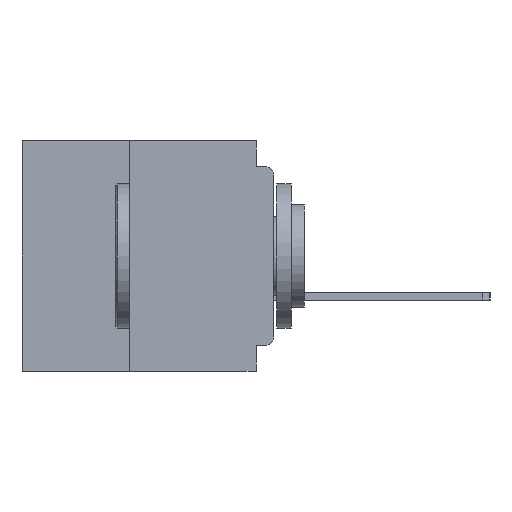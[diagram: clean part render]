
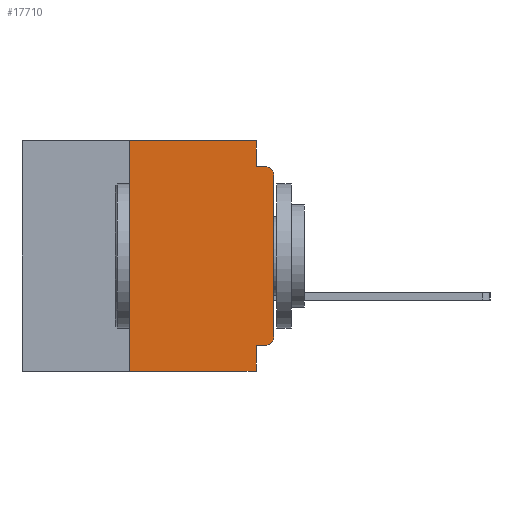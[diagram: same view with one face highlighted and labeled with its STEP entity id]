
A CAD part, left-side view. The second image highlights one B-rep face of the part: STEP entity #17710.
In plain terms, the highlighted planar face has unit normal (-1, 0, 0).
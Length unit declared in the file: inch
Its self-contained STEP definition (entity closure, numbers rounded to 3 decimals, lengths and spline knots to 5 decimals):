
#1658 = VERTEX_POINT ( 'NONE', #56883 ) ;
#1930 = LINE ( 'NONE', #24631, #21497 ) ;
#2352 = EDGE_CURVE ( 'NONE', #25712, #11701, #29373, .T. ) ;
#2394 = VERTEX_POINT ( 'NONE', #30864 ) ;
#3018 = DIRECTION ( 'NONE',  ( 0., 0., -1. ) ) ;
#4005 = CARTESIAN_POINT ( 'NONE',  ( 0., 0.437, 0. ) ) ;
#4064 = LINE ( 'NONE', #22394, #26348 ) ;
#4121 = CARTESIAN_POINT ( 'NONE',  ( 0., 0., 0. ) ) ;
#4506 = EDGE_CURVE ( 'NONE', #6845, #49519, #1930, .T. ) ;
#5159 = DIRECTION ( 'NONE',  ( 1., 0., 0. ) ) ;
#5488 = DIRECTION ( 'NONE',  ( 0., 1., 0. ) ) ;
#6606 = DIRECTION ( 'NONE',  ( -1., 0., 0. ) ) ;
#6845 = VERTEX_POINT ( 'NONE', #34173 ) ;
#7762 = LINE ( 'NONE', #21398, #53687 ) ;
#11701 = VERTEX_POINT ( 'NONE', #20717 ) ;
#13234 = EDGE_CURVE ( 'NONE', #23385, #49519, #44131, .T. ) ;
#13398 = ORIENTED_EDGE ( 'NONE', *, *, #49324, .T. ) ;
#13405 = CARTESIAN_POINT ( 'NONE',  ( 0., 0.437, -0.4 ) ) ;
#14330 = EDGE_CURVE ( 'NONE', #23385, #25712, #7762, .T. ) ;
#16408 = AXIS2_PLACEMENT_3D ( 'NONE', #33184, #6606, #37703 ) ;
#16509 = VERTEX_POINT ( 'NONE', #33783 ) ;
#17049 = CARTESIAN_POINT ( 'NONE',  ( 0., 0., -0.34 ) ) ;
#17668 = ORIENTED_EDGE ( 'NONE', *, *, #23162, .T. ) ;
#17710 = ADVANCED_FACE ( 'NONE', ( #18799 ), #31775, .F. ) ;
#17836 = DIRECTION ( 'NONE',  ( 0., -1., 0. ) ) ;
#18262 = ORIENTED_EDGE ( 'NONE', *, *, #4506, .F. ) ;
#18346 = EDGE_CURVE ( 'NONE', #16509, #6845, #20801, .T. ) ;
#18799 = FACE_OUTER_BOUND ( 'NONE', #55507, .T. ) ;
#18974 = VECTOR ( 'NONE', #30677, 39.37008 ) ;
#19148 = CARTESIAN_POINT ( 'NONE',  ( 0., 0.25, -0.4 ) ) ;
#19526 = ORIENTED_EDGE ( 'NONE', *, *, #31633, .F. ) ;
#20603 = ORIENTED_EDGE ( 'NONE', *, *, #2352, .F. ) ;
#20717 = CARTESIAN_POINT ( 'NONE',  ( 0., 0.031, 0. ) ) ;
#20801 = LINE ( 'NONE', #32099, #33995 ) ;
#20987 = VECTOR ( 'NONE', #39778, 39.37008 ) ;
#21398 = CARTESIAN_POINT ( 'NONE',  ( 0., 0.25, -0.4 ) ) ;
#21497 = VECTOR ( 'NONE', #29094, 39.37008 ) ;
#22126 = CARTESIAN_POINT ( 'NONE',  ( 0., 0.031, 0. ) ) ;
#22394 = CARTESIAN_POINT ( 'NONE',  ( 0., 0., -0.045 ) ) ;
#23162 = EDGE_CURVE ( 'NONE', #36216, #1658, #55140, .T. ) ;
#23385 = VERTEX_POINT ( 'NONE', #19148 ) ;
#24516 = CIRCLE ( 'NONE', #16408, 0.015 ) ;
#24631 = CARTESIAN_POINT ( 'NONE',  ( 0., 0.031, -0.4 ) ) ;
#25712 = VERTEX_POINT ( 'NONE', #43707 ) ;
#26348 = VECTOR ( 'NONE', #44856, 39.37008 ) ;
#29094 = DIRECTION ( 'NONE',  ( 0., 0., -1. ) ) ;
#29223 = CIRCLE ( 'NONE', #57032, 0.015 ) ;
#29373 = LINE ( 'NONE', #4005, #18974 ) ;
#29701 = DIRECTION ( 'NONE',  ( -1., 0., 0. ) ) ;
#30677 = DIRECTION ( 'NONE',  ( 0., -1., 0. ) ) ;
#30793 = VECTOR ( 'NONE', #17836, 39.37008 ) ;
#30864 = CARTESIAN_POINT ( 'NONE',  ( 0., 0.031, -0.045 ) ) ;
#31633 = EDGE_CURVE ( 'NONE', #11701, #2394, #56219, .T. ) ;
#31775 = PLANE ( 'NONE',  #36749 ) ;
#32099 = CARTESIAN_POINT ( 'NONE',  ( 0., 0., -0.355 ) ) ;
#33184 = CARTESIAN_POINT ( 'NONE',  ( 0., 0.015, -0.06 ) ) ;
#33783 = CARTESIAN_POINT ( 'NONE',  ( 0., 0.015, -0.355 ) ) ;
#33995 = VECTOR ( 'NONE', #5488, 39.37008 ) ;
#34173 = CARTESIAN_POINT ( 'NONE',  ( 0., 0.031, -0.355 ) ) ;
#34592 = ORIENTED_EDGE ( 'NONE', *, *, #18346, .F. ) ;
#34788 = DIRECTION ( 'NONE',  ( 0., 0., 1. ) ) ;
#36105 = CARTESIAN_POINT ( 'NONE',  ( 0., 0.437, 0. ) ) ;
#36216 = VERTEX_POINT ( 'NONE', #17049 ) ;
#36295 = DIRECTION ( 'NONE',  ( 0., 0., -1. ) ) ;
#36749 = AXIS2_PLACEMENT_3D ( 'NONE', #36105, #5159, #36295 ) ;
#37703 = DIRECTION ( 'NONE',  ( 0., 0., -1. ) ) ;
#39778 = DIRECTION ( 'NONE',  ( 0., 0., 1. ) ) ;
#40331 = EDGE_CURVE ( 'NONE', #16509, #36216, #29223, .T. ) ;
#43707 = CARTESIAN_POINT ( 'NONE',  ( 0., 0.25, 0. ) ) ;
#44039 = ORIENTED_EDGE ( 'NONE', *, *, #14330, .F. ) ;
#44131 = LINE ( 'NONE', #13405, #30793 ) ;
#44856 = DIRECTION ( 'NONE',  ( 0., -1., 0. ) ) ;
#45830 = VECTOR ( 'NONE', #48830, 39.37008 ) ;
#48830 = DIRECTION ( 'NONE',  ( 0., 0., -1. ) ) ;
#49324 = EDGE_CURVE ( 'NONE', #1658, #55695, #24516, .T. ) ;
#49519 = VERTEX_POINT ( 'NONE', #56780 ) ;
#50215 = ORIENTED_EDGE ( 'NONE', *, *, #13234, .T. ) ;
#51200 = EDGE_CURVE ( 'NONE', #2394, #55695, #4064, .T. ) ;
#51296 = ORIENTED_EDGE ( 'NONE', *, *, #51200, .F. ) ;
#53687 = VECTOR ( 'NONE', #34788, 39.37008 ) ;
#55140 = LINE ( 'NONE', #4121, #20987 ) ;
#55255 = ORIENTED_EDGE ( 'NONE', *, *, #40331, .T. ) ;
#55507 = EDGE_LOOP ( 'NONE', ( #17668, #13398, #51296, #19526, #20603, #44039, #50215, #18262, #34592, #55255 ) ) ;
#55695 = VERTEX_POINT ( 'NONE', #56553 ) ;
#56219 = LINE ( 'NONE', #22126, #45830 ) ;
#56427 = CARTESIAN_POINT ( 'NONE',  ( 0., 0.015, -0.34 ) ) ;
#56553 = CARTESIAN_POINT ( 'NONE',  ( 0., 0.015, -0.045 ) ) ;
#56780 = CARTESIAN_POINT ( 'NONE',  ( 0., 0.031, -0.4 ) ) ;
#56883 = CARTESIAN_POINT ( 'NONE',  ( 0., 0., -0.06 ) ) ;
#57032 = AXIS2_PLACEMENT_3D ( 'NONE', #56427, #29701, #3018 ) ;
